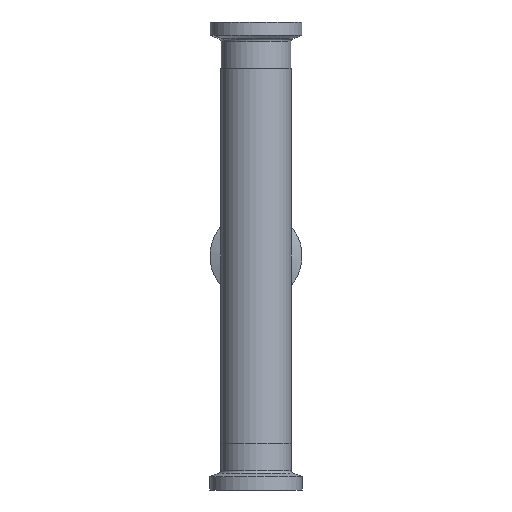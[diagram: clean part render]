
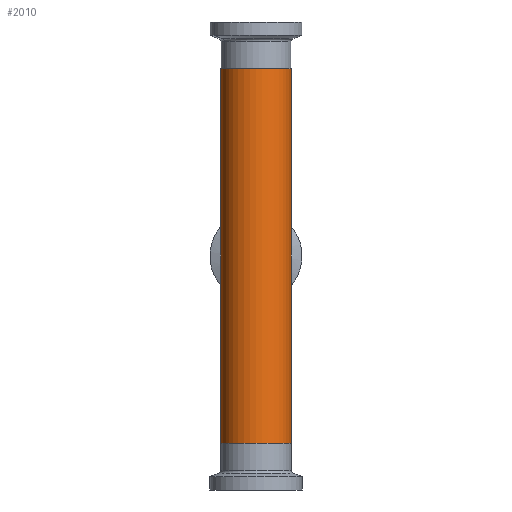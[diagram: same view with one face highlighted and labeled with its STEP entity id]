
A CAD part, front view. The second image highlights one B-rep face of the part: STEP entity #2010.
In plain terms, the highlighted cylindrical face has radius 9.525 mm (diameter 19.05 mm), a partial arc.
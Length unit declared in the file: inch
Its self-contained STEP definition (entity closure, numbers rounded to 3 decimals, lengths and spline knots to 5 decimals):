
#50 = AXIS2_PLACEMENT_3D ( 'NONE', #2405, #2631, #891 ) ;
#130 = CARTESIAN_POINT ( 'NONE',  ( -0.375, 0., -2. ) ) ;
#147 = EDGE_CURVE ( 'NONE', #1452, #646, #1759, .T. ) ;
#178 = DIRECTION ( 'NONE',  ( 0., 0., -1. ) ) ;
#225 = EDGE_CURVE ( 'NONE', #646, #1147, #1917, .T. ) ;
#388 = EDGE_CURVE ( 'NONE', #1452, #1760, #1556, .T. ) ;
#493 = CARTESIAN_POINT ( 'NONE',  ( 0., 0., 2. ) ) ;
#548 = CARTESIAN_POINT ( 'NONE',  ( 0.375, 0., 2. ) ) ;
#646 = VERTEX_POINT ( 'NONE', #130 ) ;
#665 = CARTESIAN_POINT ( 'NONE',  ( 0.375, 0., 2. ) ) ;
#742 = FACE_OUTER_BOUND ( 'NONE', #2014, .T. ) ;
#891 = DIRECTION ( 'NONE',  ( 1., 0., 0. ) ) ;
#1137 = AXIS2_PLACEMENT_3D ( 'NONE', #2355, #178, #2120 ) ;
#1147 = VERTEX_POINT ( 'NONE', #2416 ) ;
#1327 = CYLINDRICAL_SURFACE ( 'NONE', #1137, 0.375 ) ;
#1379 = EDGE_CURVE ( 'NONE', #1760, #1147, #2415, .T. ) ;
#1452 = VERTEX_POINT ( 'NONE', #2280 ) ;
#1556 = CIRCLE ( 'NONE', #1884, 0.375 ) ;
#1759 = LINE ( 'NONE', #2796, #2162 ) ;
#1760 = VERTEX_POINT ( 'NONE', #665 ) ;
#1847 = ORIENTED_EDGE ( 'NONE', *, *, #1379, .F. ) ;
#1884 = AXIS2_PLACEMENT_3D ( 'NONE', #493, #1997, #2443 ) ;
#1897 = VECTOR ( 'NONE', #2505, 39.37008 ) ;
#1917 = CIRCLE ( 'NONE', #50, 0.375 ) ;
#1930 = DIRECTION ( 'NONE',  ( 0., 0., -1. ) ) ;
#1977 = ORIENTED_EDGE ( 'NONE', *, *, #147, .T. ) ;
#1997 = DIRECTION ( 'NONE',  ( 0., 0., 1. ) ) ;
#2010 = ADVANCED_FACE ( 'NONE', ( #742 ), #1327, .T. ) ;
#2014 = EDGE_LOOP ( 'NONE', ( #1847, #2174, #1977, #2817 ) ) ;
#2120 = DIRECTION ( 'NONE',  ( -1., 0., 0. ) ) ;
#2162 = VECTOR ( 'NONE', #1930, 39.37008 ) ;
#2174 = ORIENTED_EDGE ( 'NONE', *, *, #388, .F. ) ;
#2280 = CARTESIAN_POINT ( 'NONE',  ( -0.375, 0., 2. ) ) ;
#2355 = CARTESIAN_POINT ( 'NONE',  ( 0., 0., 2. ) ) ;
#2405 = CARTESIAN_POINT ( 'NONE',  ( 0., 0., -2. ) ) ;
#2415 = LINE ( 'NONE', #548, #1897 ) ;
#2416 = CARTESIAN_POINT ( 'NONE',  ( 0.375, 0., -2. ) ) ;
#2443 = DIRECTION ( 'NONE',  ( 1., 0., 0. ) ) ;
#2505 = DIRECTION ( 'NONE',  ( 0., 0., -1. ) ) ;
#2631 = DIRECTION ( 'NONE',  ( 0., 0., 1. ) ) ;
#2796 = CARTESIAN_POINT ( 'NONE',  ( -0.375, 0., 2. ) ) ;
#2817 = ORIENTED_EDGE ( 'NONE', *, *, #225, .T. ) ;
